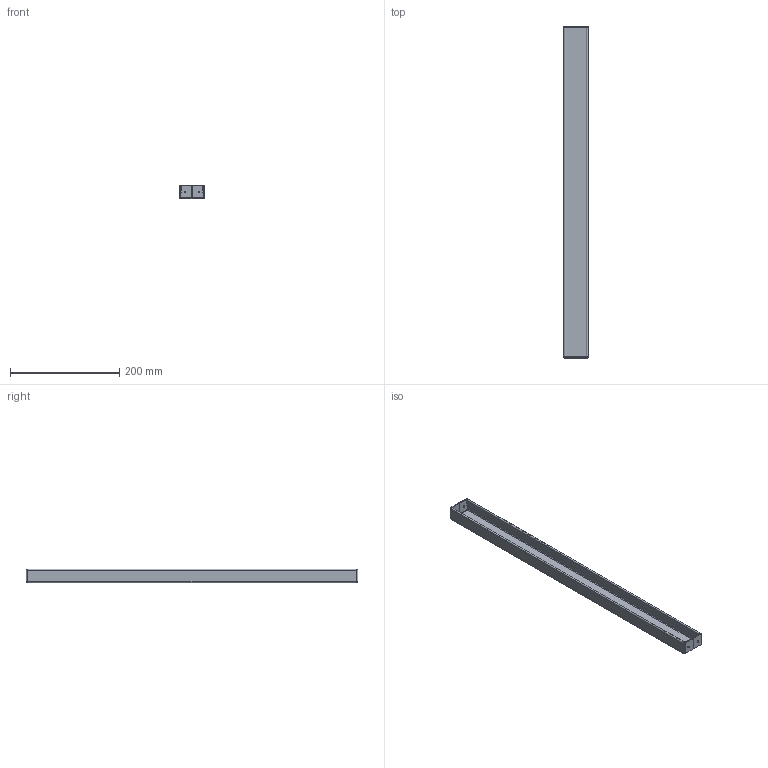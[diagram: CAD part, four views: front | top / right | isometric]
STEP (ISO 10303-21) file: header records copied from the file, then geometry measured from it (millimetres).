
FILE_DESCRIPTION(/* description */ (''),/* implementation_level */ '2;1');
FILE_NAME(/* name */ 'Handle.step',/* time_stamp */ '2025-04-22T17:12:18-04:00',/* author */ (''),/* organization */ (''),/* preprocessor_version */ 'ST-DEVELOPER v20.1',/* originating_system */ 'Autodesk Translation Framework v14.4.0.0',/* authorisation */ '');
FILE_SCHEMA (('AUTOMOTIVE_DESIGN { 1 0 10303 214 3 1 1 }'));
Length unit declared in the file: centimetre
Products named in the file (1): Handle
Bounding box: 44.45 x 607.77 x 25.4 mm (x, y, z)
Volume: 69409.4 mm3; surface area: 153488.1 mm2
Topology: 1 solids, 1 shells, 102 faces, 228 edges, 128 vertices
Faces by surface type: plane 74, cylinder 28
Full cylindrical faces by diameter (mm): 3.264 x8
Entity records: 2793 total; most frequent: DIRECTION 490, CARTESIAN_POINT 459, ORIENTED_EDGE 456, EDGE_CURVE 228, LINE 172, VECTOR 172, AXIS2_PLACEMENT_3D 159, VERTEX_POINT 128
